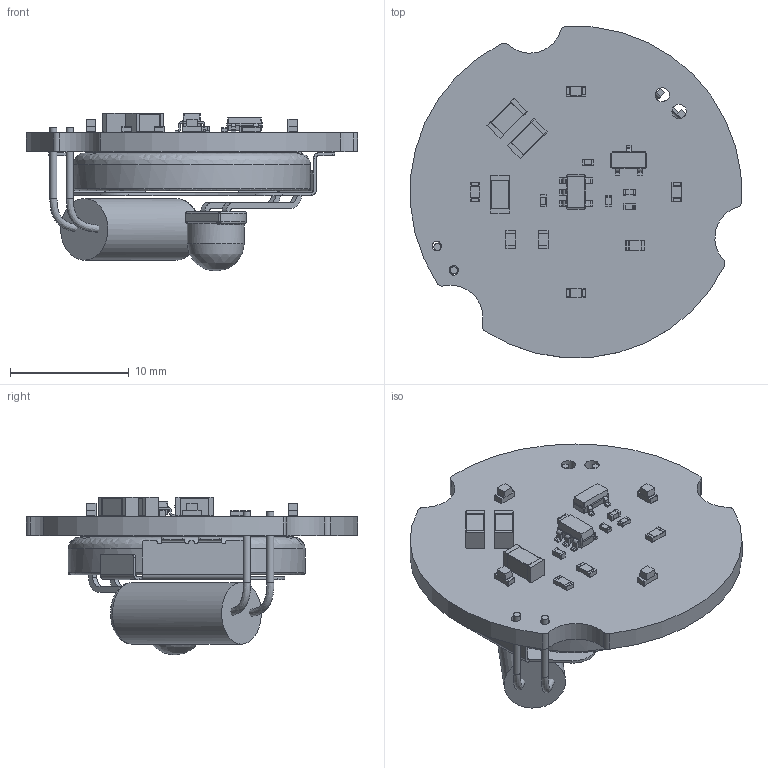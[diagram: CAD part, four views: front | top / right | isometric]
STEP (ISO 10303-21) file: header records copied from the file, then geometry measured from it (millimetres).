
FILE_DESCRIPTION(('KiCad electronic assembly'),'2;1');
FILE_NAME('jellyfish_lights.step','2022-09-30T17:09:38',('Pcbnew'),( 'Kicad'),'Open CASCADE STEP processor 7.5','KiCad to STEP converter' ,'Unknown');
FILE_SCHEMA(('AUTOMOTIVE_DESIGN { 1 0 10303 214 1 1 1 1 }'));
Length unit declared in the file: millimetre
Products named in the file (22): jellyfish_lights 1; R_0603_1608Metric; SOLID; C_1206_3216Metric; R_0402_1005Metric; C_0402_1005Metric; SOT-23; LED_0603_1608Metric; SOT-23-5; tilt switch; COMPOUND; CR2032; led 3mm; jellyfish_lights PCB
Assembly tree (31 placements, depth 3):
  jellyfish_lights 1
    R_0603_1608Metric  x3
      SOLID
    C_1206_3216Metric  x3
      SOLID
    R_0402_1005Metric  x2
      SOLID
    C_0402_1005Metric  x3
      SOLID
    SOT-23
      SOLID
    LED_0603_1608Metric  x4
      SOLID
    SOT-23-5
      SOLID
    tilt switch
      COMPOUND
    CR2032
      COMPOUND
    led 3mm
      COMPOUND
    jellyfish_lights PCB
Bounding box: 27.94 x 27.94 x 13.3 mm (x, y, z)
Volume: 2440.2 mm3; surface area: 3497.3 mm2
Topology: 26 solids, 27 shells, 983 faces, 2521 edges, 1607 vertices
Faces by surface type: bspline 965, cylinder 16, plane 2
Full cylindrical faces by diameter (mm): 0.8 x2, 1.2 x2
Entity records: 42480 total; most frequent: CARTESIAN_POINT 18765, B_SPLINE_CURVE_WITH_KNOTS 3947, ORIENTED_EDGE 3241, PCURVE 3241, DEFINITIONAL_REPRESENTATION 3241, EDGE_CURVE 1630, SURFACE_CURVE 1615, VERTEX_POINT 1025
